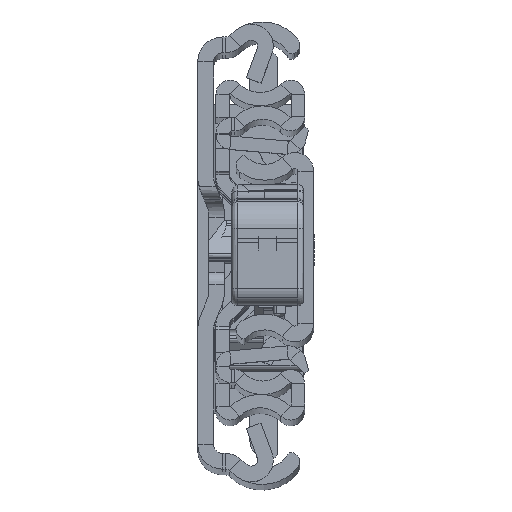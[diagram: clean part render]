
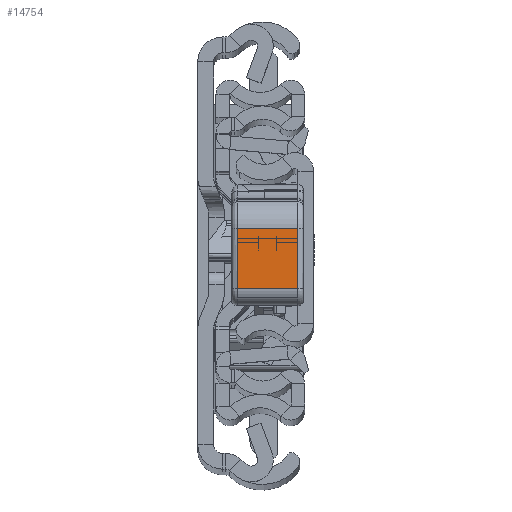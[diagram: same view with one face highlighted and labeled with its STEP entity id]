
A CAD part, top view. The second image highlights one B-rep face of the part: STEP entity #14754.
In plain terms, the highlighted face is planar.
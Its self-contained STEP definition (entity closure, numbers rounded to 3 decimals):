
#203 = DIRECTION ( 'NONE',  ( -0.027, -1., 0. ) ) ;
#302 = CARTESIAN_POINT ( 'NONE',  ( 39.55, -12.274, 10. ) ) ;
#864 = CARTESIAN_POINT ( 'NONE',  ( 39.55, -12.274, 0. ) ) ;
#1184 = DIRECTION ( 'NONE',  ( 0.027, 1., 0. ) ) ;
#1955 = CARTESIAN_POINT ( 'NONE',  ( 39.818, -2.465, 0. ) ) ;
#3339 = ORIENTED_EDGE ( 'NONE', *, *, #29810, .T. ) ;
#4017 = AXIS2_PLACEMENT_3D ( 'NONE', #26859, #4105, #14263 ) ;
#4105 = DIRECTION ( 'NONE',  ( -1., 0.027, 0. ) ) ;
#6601 = PLANE ( 'NONE',  #4017 ) ;
#6895 = EDGE_CURVE ( 'NONE', #22469, #29571, #31285, .T. ) ;
#7136 = VECTOR ( 'NONE', #203, 1000. ) ;
#8199 = DIRECTION ( 'NONE',  ( 0., 0., -1. ) ) ;
#11487 = ORIENTED_EDGE ( 'NONE', *, *, #6895, .T. ) ;
#14263 = DIRECTION ( 'NONE',  ( -0.027, -1., 0. ) ) ;
#14511 = VERTEX_POINT ( 'NONE', #302 ) ;
#14754 = ADVANCED_FACE ( 'NONE', ( #29348 ), #6601, .F. ) ;
#15482 = CARTESIAN_POINT ( 'NONE',  ( 39.55, -12.274, 10. ) ) ;
#16311 = LINE ( 'NONE', #864, #25856 ) ;
#17444 = EDGE_CURVE ( 'NONE', #29571, #14511, #17671, .T. ) ;
#17671 = LINE ( 'NONE', #15482, #7136 ) ;
#18154 = VERTEX_POINT ( 'NONE', #30626 ) ;
#18205 = LINE ( 'NONE', #28127, #27870 ) ;
#19522 = VECTOR ( 'NONE', #23458, 1000. ) ;
#21321 = CARTESIAN_POINT ( 'NONE',  ( 39.818, -2.465, 11. ) ) ;
#22469 = VERTEX_POINT ( 'NONE', #1955 ) ;
#23078 = ORIENTED_EDGE ( 'NONE', *, *, #31195, .T. ) ;
#23248 = CARTESIAN_POINT ( 'NONE',  ( 39.818, -2.465, 10. ) ) ;
#23458 = DIRECTION ( 'NONE',  ( 0., 0., 1. ) ) ;
#25215 = ORIENTED_EDGE ( 'NONE', *, *, #17444, .T. ) ;
#25856 = VECTOR ( 'NONE', #1184, 1000. ) ;
#26859 = CARTESIAN_POINT ( 'NONE',  ( 39.55, -12.274, 11. ) ) ;
#27870 = VECTOR ( 'NONE', #8199, 1000. ) ;
#28127 = CARTESIAN_POINT ( 'NONE',  ( 39.55, -12.274, 11. ) ) ;
#29348 = FACE_OUTER_BOUND ( 'NONE', #31479, .T. ) ;
#29571 = VERTEX_POINT ( 'NONE', #23248 ) ;
#29810 = EDGE_CURVE ( 'NONE', #14511, #18154, #18205, .T. ) ;
#30626 = CARTESIAN_POINT ( 'NONE',  ( 39.55, -12.274, 0. ) ) ;
#31195 = EDGE_CURVE ( 'NONE', #18154, #22469, #16311, .T. ) ;
#31285 = LINE ( 'NONE', #21321, #19522 ) ;
#31479 = EDGE_LOOP ( 'NONE', ( #3339, #23078, #11487, #25215 ) ) ;
